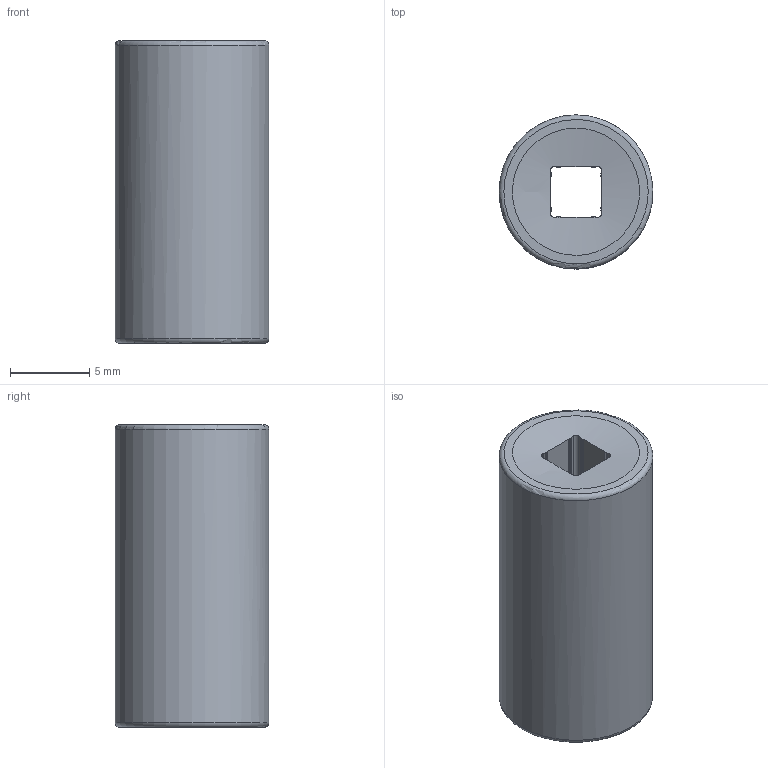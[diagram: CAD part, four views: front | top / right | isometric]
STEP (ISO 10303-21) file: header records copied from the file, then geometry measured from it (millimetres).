
FILE_DESCRIPTION(/* description */ (''),/* implementation_level */ '2;1');
FILE_NAME(/* name */ '4'''' Omni-Directional Wheel-Parts\Hub Insert_MIR.ipt.step',/* time_stamp */ '2020-04-16T23:28:08-04:00',/* author */ ('Jordan'),/* organization */ (''),/* preprocessor_version */ 'ST-DEVELOPER v17',/* originating_system */ 'Autodesk Inventor 2019',/* authorisation */ '');
FILE_SCHEMA (('AUTOMOTIVE_DESIGN { 1 0 10303 214 3 1 1 }'));
Length unit declared in the file: inch
Products named in the file (1): Hub Insert_MIR
Bounding box: 9.68 x 9.68 x 19.05 mm (x, y, z)
Volume: 1188.6 mm3; surface area: 942 mm2
Topology: 1 solids, 1 shells, 79 faces, 251 edges, 174 vertices
Faces by surface type: plane 54, cylinder 21, torus 2, sphere 2
Full cylindrical faces by diameter (mm): 9.678 x1
Entity records: 3367 total; most frequent: CARTESIAN_POINT 866, DIRECTION 557, ORIENTED_EDGE 502, EDGE_CURVE 251, AXIS2_PLACEMENT_3D 242, VERTEX_POINT 174, ELLIPSE 113, EDGE_LOOP 81
